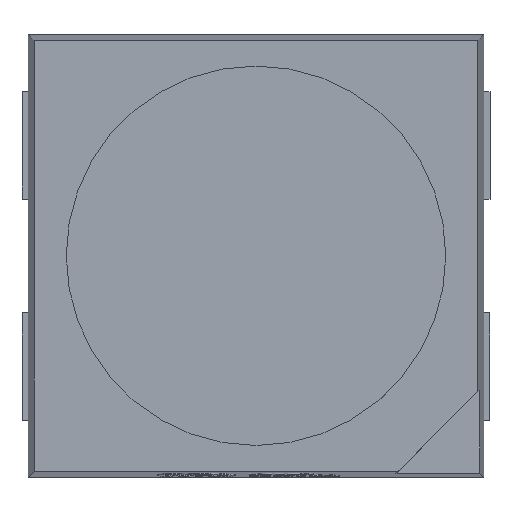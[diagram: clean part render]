
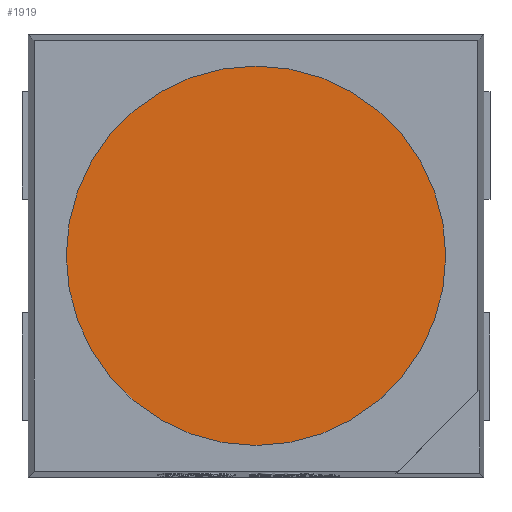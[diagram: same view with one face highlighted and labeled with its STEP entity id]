
A CAD part, top view. The second image highlights one B-rep face of the part: STEP entity #1919.
In plain terms, the highlighted planar face has unit normal (0, 0, 1).
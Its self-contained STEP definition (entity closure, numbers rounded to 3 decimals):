
#225 = DIRECTION ( 'NONE',  ( 0., 0., 1. ) ) ;
#987 = PLANE ( 'NONE',  #12185 ) ;
#1365 = CARTESIAN_POINT ( 'NONE',  ( -1.5, 0., 1.09 ) ) ;
#1561 = CIRCLE ( 'NONE', #12106, 1.5 ) ;
#1919 = ADVANCED_FACE ( 'NONE', ( #10432 ), #987, .T. ) ;
#2045 = DIRECTION ( 'NONE',  ( 0., 0., 1. ) ) ;
#2354 = VERTEX_POINT ( 'NONE', #13791 ) ;
#2573 = ORIENTED_EDGE ( 'NONE', *, *, #6039, .T. ) ;
#3563 = CIRCLE ( 'NONE', #6045, 1.5 ) ;
#3797 = DIRECTION ( 'NONE',  ( 1., 0., 0. ) ) ;
#5064 = CARTESIAN_POINT ( 'NONE',  ( 0., 0., 1.09 ) ) ;
#5207 = DIRECTION ( 'NONE',  ( 0., 0., 1. ) ) ;
#6039 = EDGE_CURVE ( 'NONE', #7763, #2354, #3563, .T. ) ;
#6045 = AXIS2_PLACEMENT_3D ( 'NONE', #10856, #225, #12975 ) ;
#6285 = EDGE_CURVE ( 'NONE', #2354, #7763, #1561, .T. ) ;
#7251 = DIRECTION ( 'NONE',  ( 1., 0., 0. ) ) ;
#7763 = VERTEX_POINT ( 'NONE', #1365 ) ;
#8682 = EDGE_LOOP ( 'NONE', ( #9984, #2573 ) ) ;
#9984 = ORIENTED_EDGE ( 'NONE', *, *, #6285, .T. ) ;
#10432 = FACE_OUTER_BOUND ( 'NONE', #8682, .T. ) ;
#10856 = CARTESIAN_POINT ( 'NONE',  ( 0., 0., 1.09 ) ) ;
#11393 = CARTESIAN_POINT ( 'NONE',  ( 0., 0., 1.09 ) ) ;
#12106 = AXIS2_PLACEMENT_3D ( 'NONE', #11393, #5207, #3797 ) ;
#12185 = AXIS2_PLACEMENT_3D ( 'NONE', #5064, #2045, #7251 ) ;
#12975 = DIRECTION ( 'NONE',  ( 1., 0., 0. ) ) ;
#13791 = CARTESIAN_POINT ( 'NONE',  ( 1.5, 0., 1.09 ) ) ;
